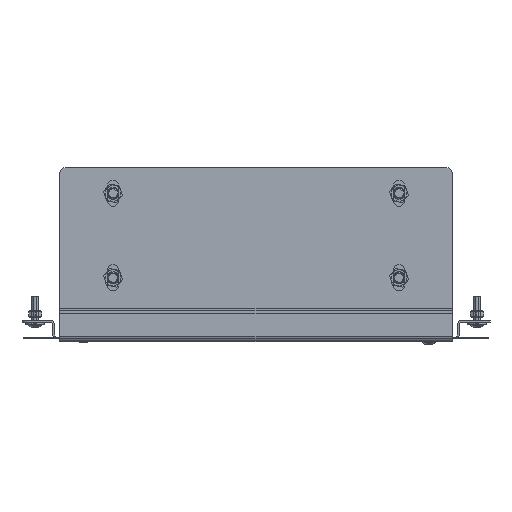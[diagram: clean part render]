
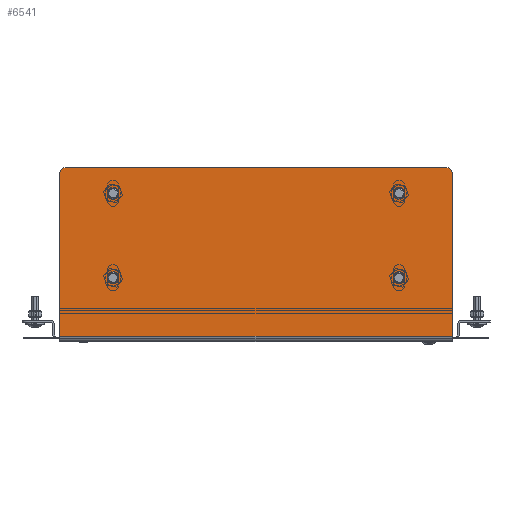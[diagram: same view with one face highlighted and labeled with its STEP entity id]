
A CAD part, front view. The second image highlights one B-rep face of the part: STEP entity #6541.
In plain terms, the highlighted planar face has unit normal (0, -1, 0).
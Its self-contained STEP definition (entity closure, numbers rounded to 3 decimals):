
#447 = VERTEX_POINT ( 'NONE', #4721 ) ;
#657 = DIRECTION ( 'NONE',  ( -1., 0., 0. ) ) ;
#725 = CARTESIAN_POINT ( 'NONE',  ( 151., 0., 129. ) ) ;
#1245 = AXIS2_PLACEMENT_3D ( 'NONE', #26986, #1368, #29636 ) ;
#1368 = DIRECTION ( 'NONE',  ( 0., 1., 0. ) ) ;
#1947 = CIRCLE ( 'NONE', #36592, 4.5 ) ;
#1961 = CARTESIAN_POINT ( 'NONE',  ( 151., 0., 4. ) ) ;
#1971 = CIRCLE ( 'NONE', #18684, 4.5 ) ;
#1985 = EDGE_LOOP ( 'NONE', ( #4621, #26133 ) ) ;
#2189 = EDGE_CURVE ( 'NONE', #33337, #36804, #9683, .T. ) ;
#2394 = CARTESIAN_POINT ( 'NONE',  ( 146., 0., 134. ) ) ;
#2677 = DIRECTION ( 'NONE',  ( 0., 1., 0. ) ) ;
#3479 = CARTESIAN_POINT ( 'NONE',  ( -146., 0., 134. ) ) ;
#4012 = ORIENTED_EDGE ( 'NONE', *, *, #21290, .T. ) ;
#4559 = ORIENTED_EDGE ( 'NONE', *, *, #2189, .T. ) ;
#4621 = ORIENTED_EDGE ( 'NONE', *, *, #34685, .T. ) ;
#4721 = CARTESIAN_POINT ( 'NONE',  ( -151., 0., 129. ) ) ;
#4769 = AXIS2_PLACEMENT_3D ( 'NONE', #22539, #33793, #17306 ) ;
#4873 = DIRECTION ( 'NONE',  ( 0., 1., 0. ) ) ;
#5316 = CIRCLE ( 'NONE', #35213, 4.5 ) ;
#5328 = AXIS2_PLACEMENT_3D ( 'NONE', #7322, #22080, #35964 ) ;
#5540 = ORIENTED_EDGE ( 'NONE', *, *, #21863, .T. ) ;
#5866 = CARTESIAN_POINT ( 'NONE',  ( -110., 0., 49. ) ) ;
#6258 = EDGE_LOOP ( 'NONE', ( #17358, #26843 ) ) ;
#6308 = ORIENTED_EDGE ( 'NONE', *, *, #17651, .T. ) ;
#6525 = CIRCLE ( 'NONE', #27418, 5. ) ;
#6541 = ADVANCED_FACE ( 'NONE', ( #30522, #27700, #6948, #35598, #27138 ), #32765, .F. ) ;
#6659 = LINE ( 'NONE', #23104, #23932 ) ;
#6712 = VERTEX_POINT ( 'NONE', #20001 ) ;
#6948 = FACE_BOUND ( 'NONE', #36588, .T. ) ;
#7322 = CARTESIAN_POINT ( 'NONE',  ( 151., 0., 0. ) ) ;
#8112 = ORIENTED_EDGE ( 'NONE', *, *, #16016, .T. ) ;
#8117 = DIRECTION ( 'NONE',  ( -1., 0., 0. ) ) ;
#8495 = EDGE_CURVE ( 'NONE', #35540, #28185, #1947, .T. ) ;
#9164 = AXIS2_PLACEMENT_3D ( 'NONE', #18885, #4873, #36302 ) ;
#9683 = CIRCLE ( 'NONE', #26384, 4.5 ) ;
#10531 = CARTESIAN_POINT ( 'NONE',  ( 110., 0., 114. ) ) ;
#10543 = CARTESIAN_POINT ( 'NONE',  ( -110., 0., 109.5 ) ) ;
#10677 = CARTESIAN_POINT ( 'NONE',  ( -110., 0., 114. ) ) ;
#11672 = DIRECTION ( 'NONE',  ( 0., 1., 0. ) ) ;
#11827 = CARTESIAN_POINT ( 'NONE',  ( 151., 0., 0. ) ) ;
#12056 = ORIENTED_EDGE ( 'NONE', *, *, #12153, .T. ) ;
#12153 = EDGE_CURVE ( 'NONE', #17622, #447, #6525, .T. ) ;
#12198 = DIRECTION ( 'NONE',  ( 0., 1., 0. ) ) ;
#13959 = VERTEX_POINT ( 'NONE', #725 ) ;
#14331 = VERTEX_POINT ( 'NONE', #2394 ) ;
#14615 = CARTESIAN_POINT ( 'NONE',  ( -110., 0., 118.5 ) ) ;
#14833 = VERTEX_POINT ( 'NONE', #31916 ) ;
#15027 = ORIENTED_EDGE ( 'NONE', *, *, #20892, .T. ) ;
#15162 = DIRECTION ( 'NONE',  ( 0., 0., 1. ) ) ;
#15209 = EDGE_LOOP ( 'NONE', ( #4012, #5540 ) ) ;
#15892 = DIRECTION ( 'NONE',  ( 0., 0., 1. ) ) ;
#15928 = LINE ( 'NONE', #24167, #31860 ) ;
#15963 = VERTEX_POINT ( 'NONE', #18832 ) ;
#16016 = EDGE_CURVE ( 'NONE', #13959, #14331, #26221, .T. ) ;
#16549 = EDGE_CURVE ( 'NONE', #15963, #6712, #30394, .T. ) ;
#17230 = DIRECTION ( 'NONE',  ( 0., 0., -1. ) ) ;
#17287 = VECTOR ( 'NONE', #8117, 1000. ) ;
#17306 = DIRECTION ( 'NONE',  ( 0., 0., 1. ) ) ;
#17358 = ORIENTED_EDGE ( 'NONE', *, *, #8495, .T. ) ;
#17602 = VECTOR ( 'NONE', #17230, 1000. ) ;
#17622 = VERTEX_POINT ( 'NONE', #3479 ) ;
#17651 = EDGE_CURVE ( 'NONE', #14331, #17622, #6659, .T. ) ;
#18097 = CIRCLE ( 'NONE', #30668, 4.5 ) ;
#18192 = DIRECTION ( 'NONE',  ( 0., 0., 1. ) ) ;
#18656 = VERTEX_POINT ( 'NONE', #23740 ) ;
#18684 = AXIS2_PLACEMENT_3D ( 'NONE', #27195, #23837, #27008 ) ;
#18832 = CARTESIAN_POINT ( 'NONE',  ( 151., 0., 4. ) ) ;
#18885 = CARTESIAN_POINT ( 'NONE',  ( -110., 0., 49. ) ) ;
#19087 = DIRECTION ( 'NONE',  ( 0., 0., 1. ) ) ;
#19124 = DIRECTION ( 'NONE',  ( 0., 0., 1. ) ) ;
#20001 = CARTESIAN_POINT ( 'NONE',  ( -151., 0., 4. ) ) ;
#20043 = CARTESIAN_POINT ( 'NONE',  ( 110., 0., 114. ) ) ;
#20669 = VERTEX_POINT ( 'NONE', #30643 ) ;
#20892 = EDGE_CURVE ( 'NONE', #36804, #33337, #1971, .T. ) ;
#21224 = ORIENTED_EDGE ( 'NONE', *, *, #16549, .F. ) ;
#21290 = EDGE_CURVE ( 'NONE', #20669, #14833, #18097, .T. ) ;
#21329 = EDGE_CURVE ( 'NONE', #447, #6712, #15928, .T. ) ;
#21744 = DIRECTION ( 'NONE',  ( 0., 1., 0. ) ) ;
#21863 = EDGE_CURVE ( 'NONE', #14833, #20669, #25290, .T. ) ;
#22080 = DIRECTION ( 'NONE',  ( 0., 1., 0. ) ) ;
#22539 = CARTESIAN_POINT ( 'NONE',  ( 146., 0., 129. ) ) ;
#23104 = CARTESIAN_POINT ( 'NONE',  ( 151., 0., 134. ) ) ;
#23740 = CARTESIAN_POINT ( 'NONE',  ( 110., 0., 44.5 ) ) ;
#23837 = DIRECTION ( 'NONE',  ( 0., 1., 0. ) ) ;
#23932 = VECTOR ( 'NONE', #657, 1000. ) ;
#24167 = CARTESIAN_POINT ( 'NONE',  ( -151., 0., 0. ) ) ;
#24433 = ORIENTED_EDGE ( 'NONE', *, *, #27279, .F. ) ;
#25290 = CIRCLE ( 'NONE', #9164, 4.5 ) ;
#26133 = ORIENTED_EDGE ( 'NONE', *, *, #26188, .T. ) ;
#26188 = EDGE_CURVE ( 'NONE', #18656, #28478, #34316, .T. ) ;
#26221 = CIRCLE ( 'NONE', #4769, 5. ) ;
#26377 = CARTESIAN_POINT ( 'NONE',  ( 110., 0., 49. ) ) ;
#26384 = AXIS2_PLACEMENT_3D ( 'NONE', #10677, #28230, #19087 ) ;
#26592 = DIRECTION ( 'NONE',  ( 0., 0., -1. ) ) ;
#26702 = CARTESIAN_POINT ( 'NONE',  ( 110., 0., 118.5 ) ) ;
#26843 = ORIENTED_EDGE ( 'NONE', *, *, #36352, .T. ) ;
#26986 = CARTESIAN_POINT ( 'NONE',  ( 110., 0., 49. ) ) ;
#27008 = DIRECTION ( 'NONE',  ( 0., 0., 1. ) ) ;
#27138 = FACE_OUTER_BOUND ( 'NONE', #31744, .T. ) ;
#27195 = CARTESIAN_POINT ( 'NONE',  ( -110., 0., 114. ) ) ;
#27279 = EDGE_CURVE ( 'NONE', #13959, #15963, #32855, .T. ) ;
#27418 = AXIS2_PLACEMENT_3D ( 'NONE', #32935, #30141, #15892 ) ;
#27700 = FACE_BOUND ( 'NONE', #6258, .T. ) ;
#28185 = VERTEX_POINT ( 'NONE', #31389 ) ;
#28230 = DIRECTION ( 'NONE',  ( 0., 1., 0. ) ) ;
#28478 = VERTEX_POINT ( 'NONE', #34344 ) ;
#29636 = DIRECTION ( 'NONE',  ( 0., 0., 1. ) ) ;
#30141 = DIRECTION ( 'NONE',  ( 0., -1., 0. ) ) ;
#30394 = LINE ( 'NONE', #1961, #17287 ) ;
#30522 = FACE_BOUND ( 'NONE', #1985, .T. ) ;
#30535 = CIRCLE ( 'NONE', #1245, 4.5 ) ;
#30643 = CARTESIAN_POINT ( 'NONE',  ( -110., 0., 53.5 ) ) ;
#30668 = AXIS2_PLACEMENT_3D ( 'NONE', #5866, #11672, #18192 ) ;
#31389 = CARTESIAN_POINT ( 'NONE',  ( 110., 0., 109.5 ) ) ;
#31744 = EDGE_LOOP ( 'NONE', ( #6308, #12056, #32324, #21224, #24433, #8112 ) ) ;
#31860 = VECTOR ( 'NONE', #26592, 1000. ) ;
#31916 = CARTESIAN_POINT ( 'NONE',  ( -110., 0., 44.5 ) ) ;
#32324 = ORIENTED_EDGE ( 'NONE', *, *, #21329, .T. ) ;
#32765 = PLANE ( 'NONE',  #5328 ) ;
#32855 = LINE ( 'NONE', #11827, #17602 ) ;
#32935 = CARTESIAN_POINT ( 'NONE',  ( -146., 0., 129. ) ) ;
#33337 = VERTEX_POINT ( 'NONE', #10543 ) ;
#33793 = DIRECTION ( 'NONE',  ( 0., -1., 0. ) ) ;
#34316 = CIRCLE ( 'NONE', #35525, 4.5 ) ;
#34344 = CARTESIAN_POINT ( 'NONE',  ( 110., 0., 53.5 ) ) ;
#34476 = DIRECTION ( 'NONE',  ( 0., 0., 1. ) ) ;
#34685 = EDGE_CURVE ( 'NONE', #28478, #18656, #30535, .T. ) ;
#35213 = AXIS2_PLACEMENT_3D ( 'NONE', #20043, #2677, #34476 ) ;
#35525 = AXIS2_PLACEMENT_3D ( 'NONE', #26377, #12198, #15162 ) ;
#35540 = VERTEX_POINT ( 'NONE', #26702 ) ;
#35598 = FACE_BOUND ( 'NONE', #15209, .T. ) ;
#35964 = DIRECTION ( 'NONE',  ( 0., 0., 1. ) ) ;
#36302 = DIRECTION ( 'NONE',  ( 0., 0., 1. ) ) ;
#36352 = EDGE_CURVE ( 'NONE', #28185, #35540, #5316, .T. ) ;
#36588 = EDGE_LOOP ( 'NONE', ( #15027, #4559 ) ) ;
#36592 = AXIS2_PLACEMENT_3D ( 'NONE', #10531, #21744, #19124 ) ;
#36804 = VERTEX_POINT ( 'NONE', #14615 ) ;
